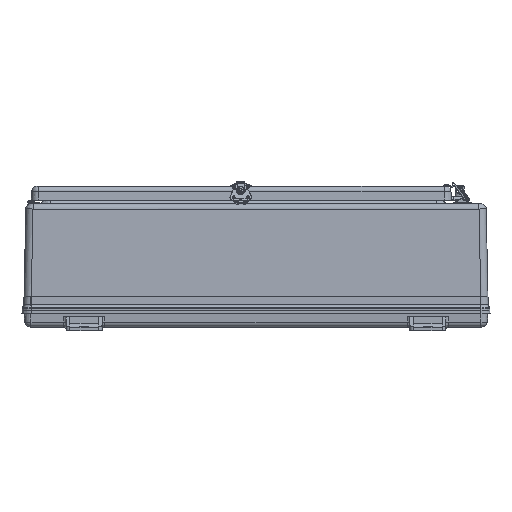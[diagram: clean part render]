
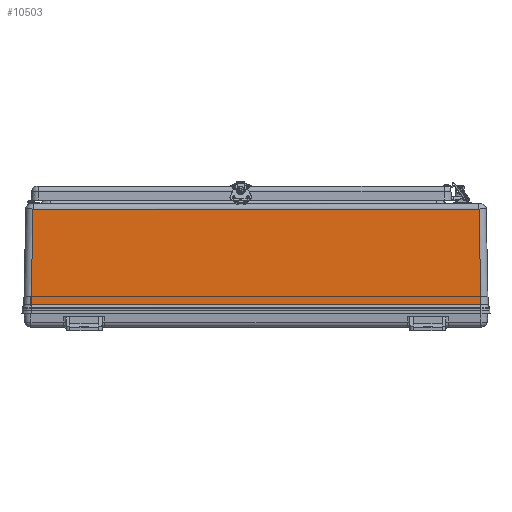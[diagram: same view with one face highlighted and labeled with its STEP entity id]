
A CAD part, front view. The second image highlights one B-rep face of the part: STEP entity #10503.
In plain terms, the highlighted planar face has unit normal (0, -1, 0.021).
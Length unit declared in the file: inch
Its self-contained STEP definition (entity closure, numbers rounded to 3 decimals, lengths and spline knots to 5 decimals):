
#3307 = ORIENTED_EDGE ( 'NONE', *, *, #95141, .F. ) ;
#4536 = CARTESIAN_POINT ( 'NONE',  ( 15.62158, -18.44976, -0.00548 ) ) ;
#7306 = VECTOR ( 'NONE', #21099, 39.37008 ) ;
#8563 = LINE ( 'NONE', #10872, #71553 ) ;
#8783 = FACE_OUTER_BOUND ( 'NONE', #27379, .T. ) ;
#10503 = ADVANCED_FACE ( 'NONE', ( #8783 ), #69678, .T. ) ;
#10847 = VERTEX_POINT ( 'NONE', #88868 ) ;
#10872 = CARTESIAN_POINT ( 'NONE',  ( -15.48472, -18.31272, 6.63274 ) ) ;
#13279 = LINE ( 'NONE', #86921, #48582 ) ;
#15762 = CARTESIAN_POINT ( 'NONE',  ( -16.12155, -18.44965, 0. ) ) ;
#15790 = EDGE_CURVE ( 'NONE', #26821, #88943, #20828, .T. ) ;
#16042 = DIRECTION ( 'NONE',  ( 0.021, -0.021, -1. ) ) ;
#16394 = LINE ( 'NONE', #40535, #81824 ) ;
#19346 = CARTESIAN_POINT ( 'NONE',  ( -15.62162, -18.44965, 0. ) ) ;
#20828 = LINE ( 'NONE', #61813, #36598 ) ;
#21099 = DIRECTION ( 'NONE',  ( 0., -0.021, -1. ) ) ;
#23270 = DIRECTION ( 'NONE',  ( 0., -0.021, -1. ) ) ;
#25368 = VECTOR ( 'NONE', #95630, 39.37008 ) ;
#26821 = VERTEX_POINT ( 'NONE', #67080 ) ;
#27379 = EDGE_LOOP ( 'NONE', ( #56920, #54169, #29432, #3307, #89278, #77741 ) ) ;
#27734 = VERTEX_POINT ( 'NONE', #19346 ) ;
#27784 = LINE ( 'NONE', #49603, #25368 ) ;
#29432 = ORIENTED_EDGE ( 'NONE', *, *, #62052, .T. ) ;
#32383 = DIRECTION ( 'NONE',  ( 0., -1., 0.021 ) ) ;
#33283 = CARTESIAN_POINT ( 'NONE',  ( 15.62162, -18.44965, 0. ) ) ;
#36598 = VECTOR ( 'NONE', #16042, 39.37008 ) ;
#40535 = CARTESIAN_POINT ( 'NONE',  ( -15.62158, -18.44976, -0.00548 ) ) ;
#43890 = AXIS2_PLACEMENT_3D ( 'NONE', #15762, #32383, #23270 ) ;
#43970 = VERTEX_POINT ( 'NONE', #45662 ) ;
#45320 = CARTESIAN_POINT ( 'NONE',  ( -15.48472, -18.31272, 6.63274 ) ) ;
#45662 = CARTESIAN_POINT ( 'NONE',  ( 15.62158, -18.44988, -0.01096 ) ) ;
#45735 = EDGE_CURVE ( 'NONE', #26821, #75105, #13279, .T. ) ;
#48575 = EDGE_CURVE ( 'NONE', #75105, #27734, #8563, .T. ) ;
#48582 = VECTOR ( 'NONE', #71709, 39.37008 ) ;
#49603 = CARTESIAN_POINT ( 'NONE',  ( -16.12155, -18.44988, -0.01096 ) ) ;
#51994 = EDGE_CURVE ( 'NONE', #10847, #27734, #16394, .T. ) ;
#54169 = ORIENTED_EDGE ( 'NONE', *, *, #51994, .F. ) ;
#56920 = ORIENTED_EDGE ( 'NONE', *, *, #48575, .T. ) ;
#61813 = CARTESIAN_POINT ( 'NONE',  ( 15.615, -18.443, 0.32223 ) ) ;
#62052 = EDGE_CURVE ( 'NONE', #10847, #43970, #27784, .T. ) ;
#64216 = DIRECTION ( 'NONE',  ( 0., 0.021, 1. ) ) ;
#67080 = CARTESIAN_POINT ( 'NONE',  ( 15.48472, -18.31272, 6.63274 ) ) ;
#69678 = PLANE ( 'NONE',  #43890 ) ;
#71553 = VECTOR ( 'NONE', #89375, 39.37008 ) ;
#71709 = DIRECTION ( 'NONE',  ( -1., 0., 0. ) ) ;
#75105 = VERTEX_POINT ( 'NONE', #45320 ) ;
#77741 = ORIENTED_EDGE ( 'NONE', *, *, #45735, .T. ) ;
#81824 = VECTOR ( 'NONE', #64216, 39.37008 ) ;
#86921 = CARTESIAN_POINT ( 'NONE',  ( -16.12155, -18.31272, 6.63274 ) ) ;
#88868 = CARTESIAN_POINT ( 'NONE',  ( -15.62158, -18.44988, -0.01096 ) ) ;
#88943 = VERTEX_POINT ( 'NONE', #33283 ) ;
#89278 = ORIENTED_EDGE ( 'NONE', *, *, #15790, .F. ) ;
#89375 = DIRECTION ( 'NONE',  ( -0.021, -0.021, -1. ) ) ;
#95141 = EDGE_CURVE ( 'NONE', #88943, #43970, #96988, .T. ) ;
#95630 = DIRECTION ( 'NONE',  ( 1., 0., 0. ) ) ;
#96988 = LINE ( 'NONE', #4536, #7306 ) ;
